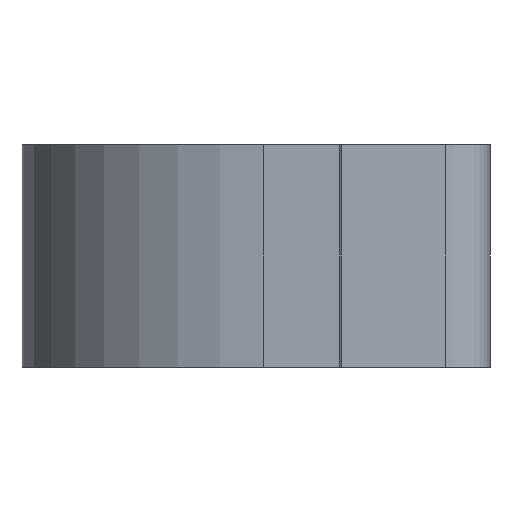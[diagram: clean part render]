
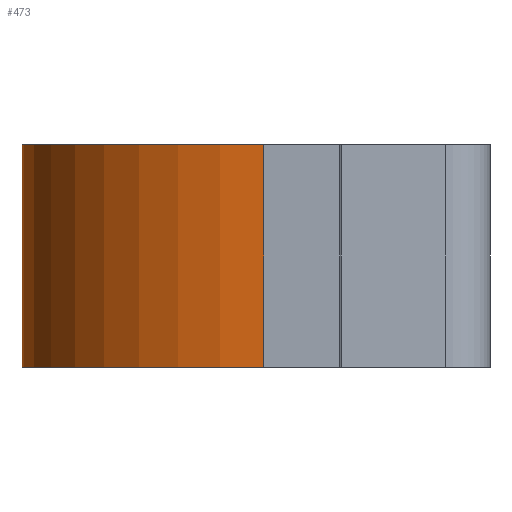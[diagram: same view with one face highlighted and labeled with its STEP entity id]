
A CAD part, left-side view. The second image highlights one B-rep face of the part: STEP entity #473.
In plain terms, the highlighted cylindrical face has radius 17.5 mm (diameter 35 mm), a partial arc.
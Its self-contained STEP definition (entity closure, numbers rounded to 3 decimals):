
#26 = DIRECTION ( 'NONE',  ( 1., 0., 0. ) ) ;
#30 = DIRECTION ( 'NONE',  ( 0., 0., 1. ) ) ;
#76 = CIRCLE ( 'NONE', #293, 17.5 ) ;
#84 = CARTESIAN_POINT ( 'NONE',  ( 0., 0., 7.5 ) ) ;
#96 = EDGE_CURVE ( 'NONE', #276, #264, #573, .T. ) ;
#108 = VERTEX_POINT ( 'NONE', #553 ) ;
#125 = CARTESIAN_POINT ( 'NONE',  ( -17.457, 1.221, 7.5 ) ) ;
#131 = VECTOR ( 'NONE', #474, 1000. ) ;
#136 = EDGE_CURVE ( 'NONE', #108, #340, #314, .T. ) ;
#156 = CYLINDRICAL_SURFACE ( 'NONE', #343, 17.5 ) ;
#166 = CARTESIAN_POINT ( 'NONE',  ( 17.5, 0., -7.5 ) ) ;
#169 = FACE_OUTER_BOUND ( 'NONE', #266, .T. ) ;
#182 = CARTESIAN_POINT ( 'NONE',  ( -17.457, 1.221, -7.5 ) ) ;
#228 = CIRCLE ( 'NONE', #492, 17.5 ) ;
#258 = CARTESIAN_POINT ( 'NONE',  ( -17.457, 1.221, 7.5 ) ) ;
#264 = VERTEX_POINT ( 'NONE', #182 ) ;
#266 = EDGE_LOOP ( 'NONE', ( #368, #421, #362, #336 ) ) ;
#276 = VERTEX_POINT ( 'NONE', #258 ) ;
#293 = AXIS2_PLACEMENT_3D ( 'NONE', #543, #537, #536 ) ;
#314 = LINE ( 'NONE', #539, #131 ) ;
#336 = ORIENTED_EDGE ( 'NONE', *, *, #136, .T. ) ;
#340 = VERTEX_POINT ( 'NONE', #166 ) ;
#343 = AXIS2_PLACEMENT_3D ( 'NONE', #84, #549, #374 ) ;
#362 = ORIENTED_EDGE ( 'NONE', *, *, #396, .F. ) ;
#368 = ORIENTED_EDGE ( 'NONE', *, *, #589, .T. ) ;
#374 = DIRECTION ( 'NONE',  ( -1., 0., 0. ) ) ;
#396 = EDGE_CURVE ( 'NONE', #108, #276, #228, .T. ) ;
#421 = ORIENTED_EDGE ( 'NONE', *, *, #96, .F. ) ;
#461 = CARTESIAN_POINT ( 'NONE',  ( 0., 0., 7.5 ) ) ;
#473 = ADVANCED_FACE ( 'NONE', ( #169 ), #156, .T. ) ;
#474 = DIRECTION ( 'NONE',  ( 0., 0., -1. ) ) ;
#492 = AXIS2_PLACEMENT_3D ( 'NONE', #461, #30, #26 ) ;
#507 = VECTOR ( 'NONE', #568, 1000. ) ;
#536 = DIRECTION ( 'NONE',  ( 1., 0., 0. ) ) ;
#537 = DIRECTION ( 'NONE',  ( 0., 0., 1. ) ) ;
#539 = CARTESIAN_POINT ( 'NONE',  ( 17.5, 0., 7.5 ) ) ;
#543 = CARTESIAN_POINT ( 'NONE',  ( 0., 0., -7.5 ) ) ;
#549 = DIRECTION ( 'NONE',  ( 0., 0., -1. ) ) ;
#553 = CARTESIAN_POINT ( 'NONE',  ( 17.5, 0., 7.5 ) ) ;
#568 = DIRECTION ( 'NONE',  ( 0., 0., -1. ) ) ;
#573 = LINE ( 'NONE', #125, #507 ) ;
#589 = EDGE_CURVE ( 'NONE', #340, #264, #76, .T. ) ;
